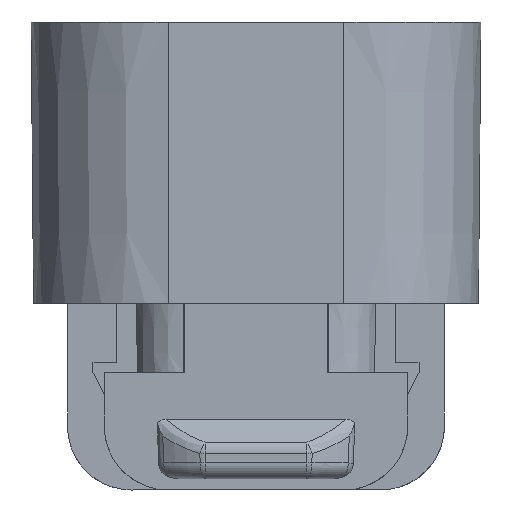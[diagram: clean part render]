
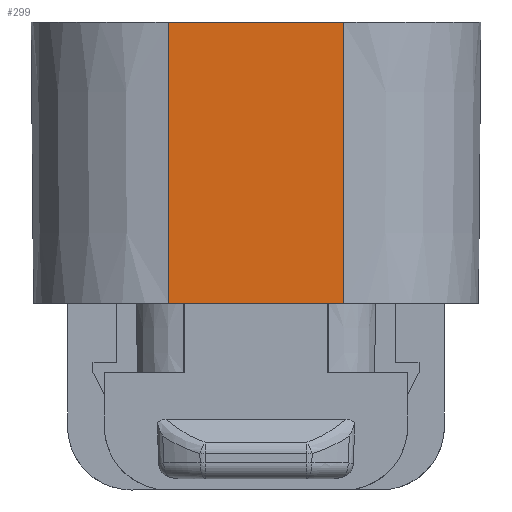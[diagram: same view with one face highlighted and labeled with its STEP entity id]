
A CAD part, front view. The second image highlights one B-rep face of the part: STEP entity #299.
In plain terms, the highlighted planar face has unit normal (0, -1, -0.009).
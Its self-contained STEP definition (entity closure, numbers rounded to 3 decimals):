
#299=ADVANCED_FACE('',(#765),#545,.T.);
#545=PLANE('',#5157);
#765=FACE_OUTER_BOUND('',#1027,.T.);
#1027=EDGE_LOOP('',(#1734,#1735,#1736,#1737));
#1734=ORIENTED_EDGE('',*,*,#3423,.F.);
#1735=ORIENTED_EDGE('',*,*,#3424,.T.);
#1736=ORIENTED_EDGE('',*,*,#3421,.T.);
#1737=ORIENTED_EDGE('',*,*,#3213,.T.);
#2739=VERTEX_POINT('',#6869);
#2740=VERTEX_POINT('',#6871);
#2873=VERTEX_POINT('',#7294);
#2874=VERTEX_POINT('',#7298);
#3213=EDGE_CURVE('',#2740,#2739,#3921,.T.);
#3421=EDGE_CURVE('',#2873,#2740,#4103,.T.);
#3423=EDGE_CURVE('',#2874,#2739,#4104,.T.);
#3424=EDGE_CURVE('',#2874,#2873,#4105,.T.);
#3921=LINE('',#6870,#4519);
#4103=LINE('',#7293,#4701);
#4104=LINE('',#7297,#4702);
#4105=LINE('',#7299,#4703);
#4519=VECTOR('',#5507,1.);
#4701=VECTOR('',#5905,1.);
#4702=VECTOR('',#5910,1.);
#4703=VECTOR('',#5911,1.);
#5157=AXIS2_PLACEMENT_3D('',#7300,#5912,#5913);
#5507=DIRECTION('',(1.,0.,0.));
#5905=DIRECTION('',(0.,0.009,-1.));
#5910=DIRECTION('',(0.,0.009,-1.));
#5911=DIRECTION('',(-1.,0.,0.));
#5912=DIRECTION('',(0.,-1.,-0.009));
#5913=DIRECTION('',(0.,0.009,-1.));
#6869=CARTESIAN_POINT('',(5.479,-8.446,-10.9));
#6870=CARTESIAN_POINT('',(-5.479,-8.446,-10.9));
#6871=CARTESIAN_POINT('',(-5.479,-8.446,-10.9));
#7293=CARTESIAN_POINT('',(-5.479,-8.6,6.7));
#7294=CARTESIAN_POINT('',(-5.479,-8.6,6.7));
#7297=CARTESIAN_POINT('',(5.479,-8.6,6.7));
#7298=CARTESIAN_POINT('',(5.479,-8.6,6.7));
#7299=CARTESIAN_POINT('',(-5.479,-8.6,6.7));
#7300=CARTESIAN_POINT('',(-5.479,-8.6,6.7));
